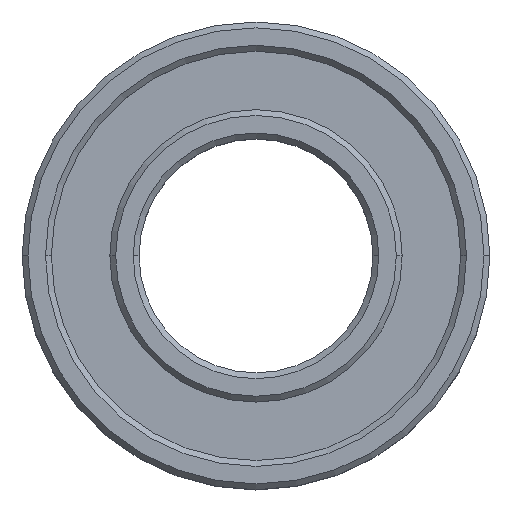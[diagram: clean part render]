
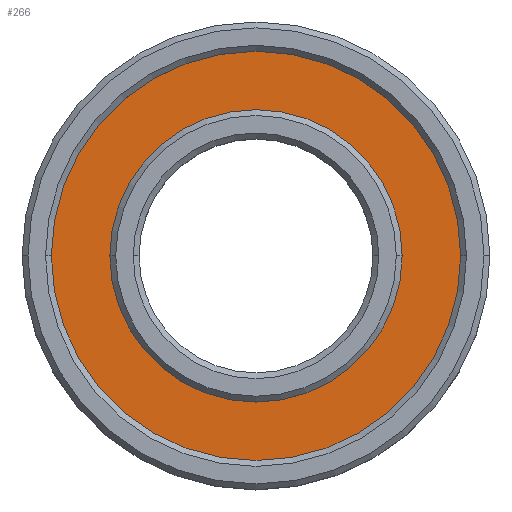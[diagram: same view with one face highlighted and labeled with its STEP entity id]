
A CAD part, top view. The second image highlights one B-rep face of the part: STEP entity #266.
In plain terms, the highlighted planar face has unit normal (0, 0, 1).
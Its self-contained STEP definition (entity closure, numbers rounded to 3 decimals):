
#6 = CARTESIAN_POINT ( 'NONE',  ( 0., 0., 4.5 ) ) ;
#10 = AXIS2_PLACEMENT_3D ( 'NONE', #606, #255, #184 ) ;
#32 = CIRCLE ( 'NONE', #417, 7. ) ;
#37 = PLANE ( 'NONE',  #779 ) ;
#38 = VERTEX_POINT ( 'NONE', #339 ) ;
#58 = EDGE_CURVE ( 'NONE', #392, #918, #456, .T. ) ;
#70 = CARTESIAN_POINT ( 'NONE',  ( 7., 0., 4.5 ) ) ;
#91 = VERTEX_POINT ( 'NONE', #633 ) ;
#117 = EDGE_LOOP ( 'NONE', ( #122, #864 ) ) ;
#122 = ORIENTED_EDGE ( 'NONE', *, *, #450, .T. ) ;
#142 = ORIENTED_EDGE ( 'NONE', *, *, #609, .F. ) ;
#162 = DIRECTION ( 'NONE',  ( 1., 0., 0. ) ) ;
#184 = DIRECTION ( 'NONE',  ( 1., 0., 0. ) ) ;
#243 = DIRECTION ( 'NONE',  ( 0., 0., 1. ) ) ;
#255 = DIRECTION ( 'NONE',  ( 0., 0., 1. ) ) ;
#261 = AXIS2_PLACEMENT_3D ( 'NONE', #279, #354, #162 ) ;
#266 = ADVANCED_FACE ( 'NONE', ( #874, #657 ), #37, .T. ) ;
#279 = CARTESIAN_POINT ( 'NONE',  ( 0., 0., 4.5 ) ) ;
#318 = DIRECTION ( 'NONE',  ( 1., 0., 0. ) ) ;
#339 = CARTESIAN_POINT ( 'NONE',  ( -5., 0., 4.5 ) ) ;
#354 = DIRECTION ( 'NONE',  ( 0., 0., 1. ) ) ;
#392 = VERTEX_POINT ( 'NONE', #746 ) ;
#402 = AXIS2_PLACEMENT_3D ( 'NONE', #6, #577, #584 ) ;
#417 = AXIS2_PLACEMENT_3D ( 'NONE', #878, #243, #318 ) ;
#450 = EDGE_CURVE ( 'NONE', #918, #392, #32, .T. ) ;
#456 = CIRCLE ( 'NONE', #10, 7. ) ;
#514 = EDGE_CURVE ( 'NONE', #38, #91, #565, .T. ) ;
#521 = EDGE_LOOP ( 'NONE', ( #142, #876 ) ) ;
#565 = CIRCLE ( 'NONE', #261, 5. ) ;
#577 = DIRECTION ( 'NONE',  ( 0., 0., 1. ) ) ;
#584 = DIRECTION ( 'NONE',  ( 1., 0., 0. ) ) ;
#606 = CARTESIAN_POINT ( 'NONE',  ( 0., 0., 4.5 ) ) ;
#609 = EDGE_CURVE ( 'NONE', #91, #38, #622, .T. ) ;
#622 = CIRCLE ( 'NONE', #402, 5. ) ;
#633 = CARTESIAN_POINT ( 'NONE',  ( 5., 0., 4.5 ) ) ;
#657 = FACE_OUTER_BOUND ( 'NONE', #117, .T. ) ;
#746 = CARTESIAN_POINT ( 'NONE',  ( -7., 0., 4.5 ) ) ;
#779 = AXIS2_PLACEMENT_3D ( 'NONE', #866, #805, #801 ) ;
#801 = DIRECTION ( 'NONE',  ( 1., 0., 0. ) ) ;
#805 = DIRECTION ( 'NONE',  ( 0., 0., 1. ) ) ;
#864 = ORIENTED_EDGE ( 'NONE', *, *, #58, .T. ) ;
#866 = CARTESIAN_POINT ( 'NONE',  ( 0., 0., 4.5 ) ) ;
#874 = FACE_BOUND ( 'NONE', #521, .T. ) ;
#876 = ORIENTED_EDGE ( 'NONE', *, *, #514, .F. ) ;
#878 = CARTESIAN_POINT ( 'NONE',  ( 0., 0., 4.5 ) ) ;
#918 = VERTEX_POINT ( 'NONE', #70 ) ;
